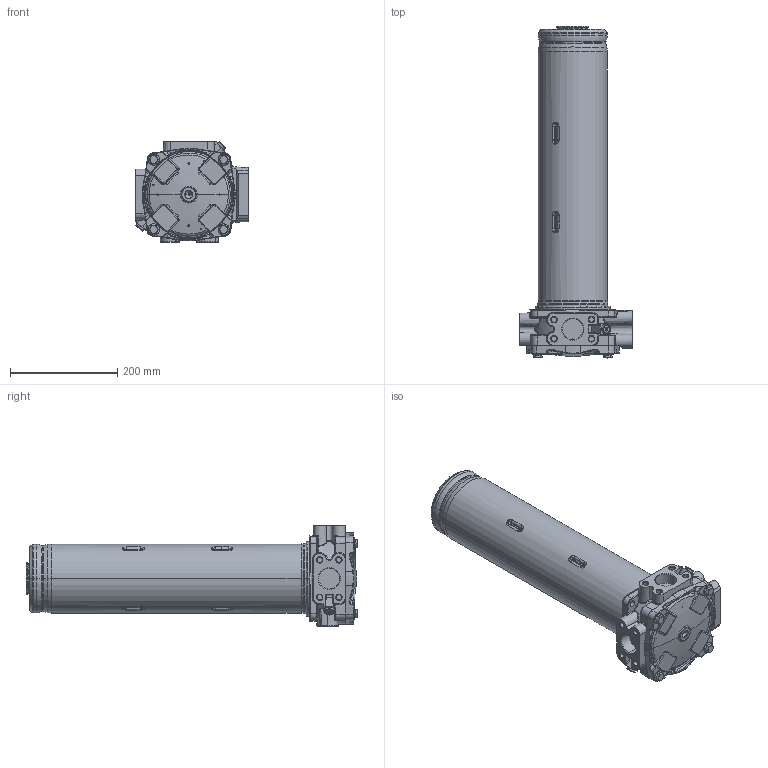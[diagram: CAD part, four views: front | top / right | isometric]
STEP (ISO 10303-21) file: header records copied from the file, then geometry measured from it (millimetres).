
FILE_DESCRIPTION((''),'2;1');
FILE_NAME('30370800_340398','2017-04-21T',('j.dieterich'),(''),'PRO/ENGINEER BY PARAMETRIC TECHNOLOGY CORPORATION, 2015110','PRO/ENGINEER BY PARAMETRIC TECHNOLOGY CORPORATION, 2015110','');
FILE_SCHEMA(('AUTOMOTIVE_DESIGN { 1 0 10303 214 1 1 1 1 }'));
Products named in the file (1): 30370800_340398
Bounding box: 209 x 618.4 x 187.5 mm (x, y, z)
Volume: 8989261.3 mm3; surface area: 395594.1 mm2
Topology: 1 solids, 32 shells, 1807 faces, 4455 edges, 2676 vertices
Faces by surface type: bspline 464, cylinder 453, plane 420, cone 204, torus 189, sphere 76, extrusion 1
Entity records: 92077 total; most frequent: CARTESIAN_POINT 40119, ORIENTED_EDGE 8742, DIRECTION 6777, PRESENTATION_STYLE_ASSIGNMENT 4372, STYLED_ITEM 4372, CURVE_STYLE 4371, EDGE_CURVE 4371, AXIS2_PLACEMENT_3D 2699
